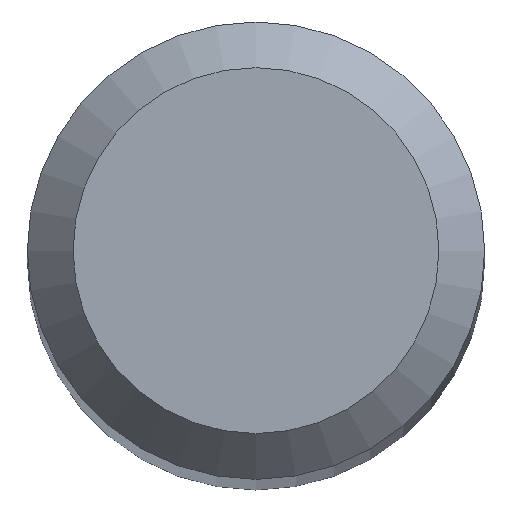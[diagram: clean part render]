
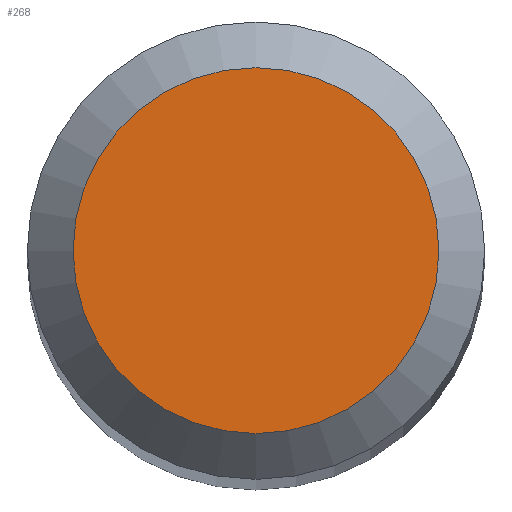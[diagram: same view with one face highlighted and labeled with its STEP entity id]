
A CAD part, top view. The second image highlights one B-rep face of the part: STEP entity #268.
In plain terms, the highlighted planar face has unit normal (0, 0, 1).
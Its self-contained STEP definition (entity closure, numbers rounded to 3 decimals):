
#33 = DIRECTION ( 'NONE',  ( 0., 1., 0. ) ) ;
#40 = EDGE_CURVE ( 'NONE', #52, #52, #208, .T. ) ;
#52 = VERTEX_POINT ( 'NONE', #130 ) ;
#80 = DIRECTION ( 'NONE',  ( 0., 0., -1. ) ) ;
#101 = PLANE ( 'NONE',  #163 ) ;
#128 = DIRECTION ( 'NONE',  ( 0., 1., 0. ) ) ;
#130 = CARTESIAN_POINT ( 'NONE',  ( 0., 1.2, 46. ) ) ;
#162 = AXIS2_PLACEMENT_3D ( 'NONE', #263, #265, #33 ) ;
#163 = AXIS2_PLACEMENT_3D ( 'NONE', #275, #80, #128 ) ;
#195 = ORIENTED_EDGE ( 'NONE', *, *, #40, .F. ) ;
#208 = CIRCLE ( 'NONE', #162, 1.2 ) ;
#233 = FACE_OUTER_BOUND ( 'NONE', #254, .T. ) ;
#254 = EDGE_LOOP ( 'NONE', ( #195 ) ) ;
#263 = CARTESIAN_POINT ( 'NONE',  ( 0., 0., 46. ) ) ;
#265 = DIRECTION ( 'NONE',  ( 0., 0., -1. ) ) ;
#268 = ADVANCED_FACE ( 'NONE', ( #233 ), #101, .F. ) ;
#275 = CARTESIAN_POINT ( 'NONE',  ( 0., 0., 46. ) ) ;
